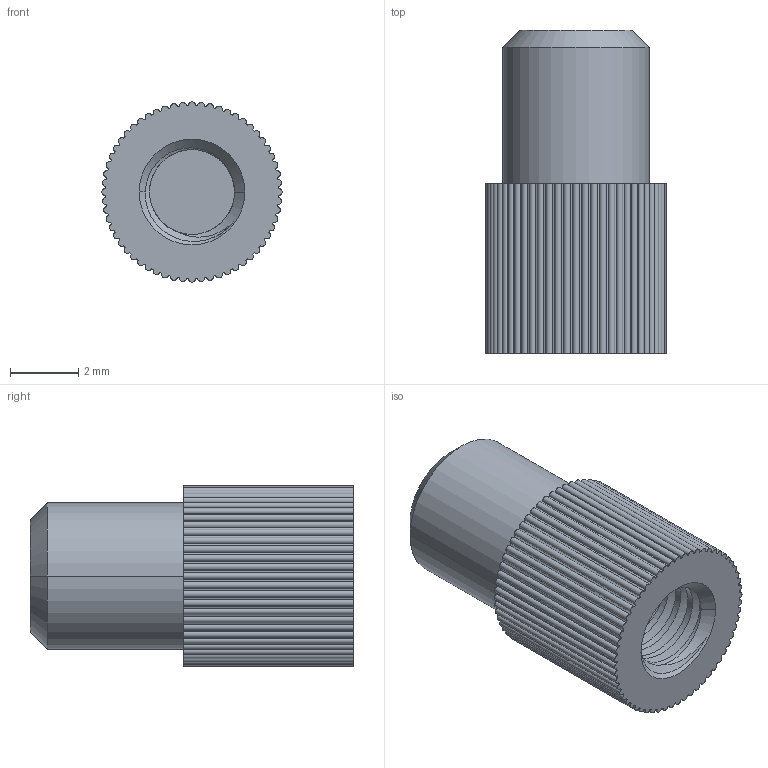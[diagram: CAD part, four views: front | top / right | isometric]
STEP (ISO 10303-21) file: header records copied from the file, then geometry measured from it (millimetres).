
FILE_DESCRIPTION((''),'2;1');
FILE_NAME('317','2021-06-10T16:17:19',('Administrator'),(''),'CREO PARAMETRIC BY PTC INC, 2018400','CREO PARAMETRIC BY PTC INC, 2018400','');
FILE_SCHEMA(('CONFIG_CONTROL_DESIGN'));
Length unit declared in the file: millimetre
Products named in the file (1): 317
Bounding box: 5.3 x 9.5 x 5.3 mm (x, y, z)
Volume: 118.2 mm3; surface area: 322.1 mm2
Topology: 2 solids, 2 shells, 162 faces, 465 edges, 307 vertices
Faces by surface type: cylinder 144, plane 6, bspline 6, cone 4, sphere 2
Entity records: 7272 total; most frequent: CARTESIAN_POINT 2851, DIRECTION 987, ORIENTED_EDGE 926, EDGE_CURVE 463, AXIS2_PLACEMENT_3D 416, VERTEX_POINT 307, CIRCLE 260, EDGE_LOOP 166
